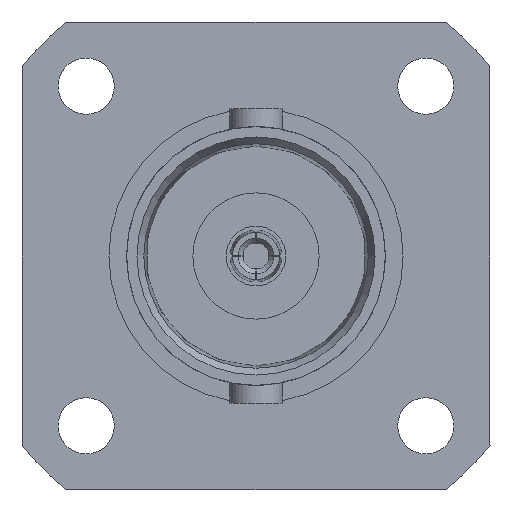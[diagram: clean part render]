
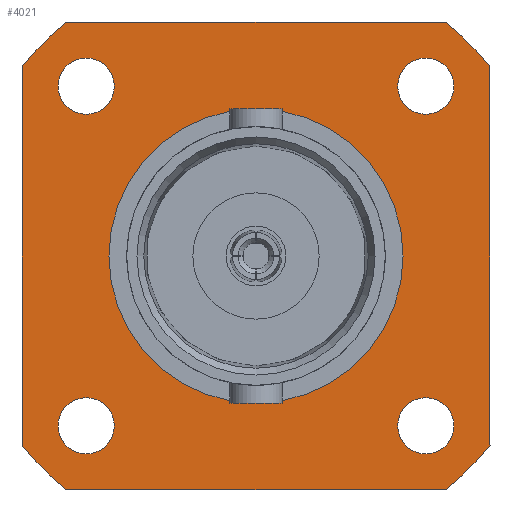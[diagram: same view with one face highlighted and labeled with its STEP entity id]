
A CAD part, left-side view. The second image highlights one B-rep face of the part: STEP entity #4021.
In plain terms, the highlighted planar face has unit normal (-1, 0, 0).
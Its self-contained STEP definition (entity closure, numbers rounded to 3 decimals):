
#321 = CARTESIAN_POINT ( 'NONE',  ( 17.3, 6.35, -7.4 ) ) ;
#332 = CARTESIAN_POINT ( 'NONE',  ( 17.3, -6.35, 5.3 ) ) ;
#333 = CARTESIAN_POINT ( 'NONE',  ( 17.3, -6.35, -7.4 ) ) ;
#334 = CARTESIAN_POINT ( 'NONE',  ( 17.3, 6.35, 5.3 ) ) ;
#338 = CARTESIAN_POINT ( 'NONE',  ( 17.3, 0., 5.5 ) ) ;
#677 = AXIS2_PLACEMENT_3D ( 'NONE', #3428, #3435, #3439 ) ;
#737 = AXIS2_PLACEMENT_3D ( 'NONE', #3818, #3861, #3808 ) ;
#745 = CIRCLE ( 'NONE', #737, 5.5 ) ;
#762 = AXIS2_PLACEMENT_3D ( 'NONE', #3600, #3597, #3598 ) ;
#763 = CIRCLE ( 'NONE', #762, 1.05 ) ;
#772 = AXIS2_PLACEMENT_3D ( 'NONE', #3167, #3169, #3205 ) ;
#773 = CIRCLE ( 'NONE', #772, 1.05 ) ;
#774 = AXIS2_PLACEMENT_3D ( 'NONE', #3020, #3571, #3584 ) ;
#781 = CIRCLE ( 'NONE', #774, 1.05 ) ;
#874 = CIRCLE ( 'NONE', #875, 1.05 ) ;
#875 = AXIS2_PLACEMENT_3D ( 'NONE', #2395, #2396, #2397 ) ;
#876 = VECTOR ( 'NONE', #2399, 1000. ) ;
#877 = CIRCLE ( 'NONE', #878, 11.25 ) ;
#878 = AXIS2_PLACEMENT_3D ( 'NONE', #2400, #2401, #2402 ) ;
#880 = VECTOR ( 'NONE', #2406, 1000. ) ;
#885 = CIRCLE ( 'NONE', #890, 11.25 ) ;
#886 = CIRCLE ( 'NONE', #888, 11.25 ) ;
#888 = AXIS2_PLACEMENT_3D ( 'NONE', #2439, #2440, #2441 ) ;
#890 = AXIS2_PLACEMENT_3D ( 'NONE', #2442, #2443, #2444 ) ;
#893 = VECTOR ( 'NONE', #2448, 1000. ) ;
#897 = VECTOR ( 'NONE', #2467, 1000. ) ;
#936 = CIRCLE ( 'NONE', #942, 11.25 ) ;
#942 = AXIS2_PLACEMENT_3D ( 'NONE', #2625, #2626, #2627 ) ;
#987 = ORIENTED_EDGE ( 'NONE', *, *, #3907, .T. ) ;
#988 = ORIENTED_EDGE ( 'NONE', *, *, #3914, .T. ) ;
#989 = ORIENTED_EDGE ( 'NONE', *, *, #3917, .T. ) ;
#990 = ORIENTED_EDGE ( 'NONE', *, *, #3915, .T. ) ;
#991 = ORIENTED_EDGE ( 'NONE', *, *, #3958, .T. ) ;
#992 = ORIENTED_EDGE ( 'NONE', *, *, #3905, .T. ) ;
#993 = ORIENTED_EDGE ( 'NONE', *, *, #3903, .T. ) ;
#994 = ORIENTED_EDGE ( 'NONE', *, *, #4047, .T. ) ;
#995 = ORIENTED_EDGE ( 'NONE', *, *, #3904, .T. ) ;
#996 = ORIENTED_EDGE ( 'NONE', *, *, #4077, .T. ) ;
#997 = ORIENTED_EDGE ( 'NONE', *, *, #4048, .T. ) ;
#998 = ORIENTED_EDGE ( 'NONE', *, *, #3923, .T. ) ;
#1000 = ORIENTED_EDGE ( 'NONE', *, *, #4057, .T. ) ;
#1413 = VERTEX_POINT ( 'NONE', #1998 ) ;
#1415 = VERTEX_POINT ( 'NONE', #1999 ) ;
#1417 = VERTEX_POINT ( 'NONE', #2000 ) ;
#1420 = VERTEX_POINT ( 'NONE', #2001 ) ;
#1422 = VERTEX_POINT ( 'NONE', #2002 ) ;
#1423 = VERTEX_POINT ( 'NONE', #2004 ) ;
#1425 = VERTEX_POINT ( 'NONE', #2003 ) ;
#1427 = VERTEX_POINT ( 'NONE', #2005 ) ;
#1795 = EDGE_LOOP ( 'NONE', ( #992, #995, #991, #998, #990, #989, #988, #987 ) ) ;
#1797 = EDGE_LOOP ( 'NONE', ( #993 ) ) ;
#1800 = EDGE_LOOP ( 'NONE', ( #994 ) ) ;
#1819 = EDGE_LOOP ( 'NONE', ( #996 ) ) ;
#1824 = EDGE_LOOP ( 'NONE', ( #997 ) ) ;
#1825 = EDGE_LOOP ( 'NONE', ( #1000 ) ) ;
#1998 = CARTESIAN_POINT ( 'NONE',  ( 17.3, 7.071, -8.75 ) ) ;
#1999 = CARTESIAN_POINT ( 'NONE',  ( 17.3, 8.75, -7.071 ) ) ;
#2000 = CARTESIAN_POINT ( 'NONE',  ( 17.3, 8.75, 7.071 ) ) ;
#2001 = CARTESIAN_POINT ( 'NONE',  ( 17.3, 7.071, 8.75 ) ) ;
#2002 = CARTESIAN_POINT ( 'NONE',  ( 17.3, -7.071, 8.75 ) ) ;
#2003 = CARTESIAN_POINT ( 'NONE',  ( 17.3, -7.071, -8.75 ) ) ;
#2004 = CARTESIAN_POINT ( 'NONE',  ( 17.3, -8.75, 7.071 ) ) ;
#2005 = CARTESIAN_POINT ( 'NONE',  ( 17.3, -8.75, -7.071 ) ) ;
#2395 = CARTESIAN_POINT ( 'NONE',  ( 17.3, 6.35, -6.35 ) ) ;
#2396 = DIRECTION ( 'NONE',  ( 1., 0., 0. ) ) ;
#2397 = DIRECTION ( 'NONE',  ( 0., 0., -1. ) ) ;
#2398 = CARTESIAN_POINT ( 'NONE',  ( 17.3, 0., -8.75 ) ) ;
#2399 = DIRECTION ( 'NONE',  ( 0., -1., 0. ) ) ;
#2400 = CARTESIAN_POINT ( 'NONE',  ( 17.3, 0., 0. ) ) ;
#2401 = DIRECTION ( 'NONE',  ( -1., 0., 0. ) ) ;
#2402 = DIRECTION ( 'NONE',  ( 0., 0., 1. ) ) ;
#2405 = CARTESIAN_POINT ( 'NONE',  ( 17.3, 8.75, 0. ) ) ;
#2406 = DIRECTION ( 'NONE',  ( 0., 0., -1. ) ) ;
#2439 = CARTESIAN_POINT ( 'NONE',  ( 17.3, 0., 0. ) ) ;
#2440 = DIRECTION ( 'NONE',  ( -1., 0., 0. ) ) ;
#2441 = DIRECTION ( 'NONE',  ( 0., 0., 1. ) ) ;
#2442 = CARTESIAN_POINT ( 'NONE',  ( 17.3, 0., 0. ) ) ;
#2443 = DIRECTION ( 'NONE',  ( -1., 0., 0. ) ) ;
#2444 = DIRECTION ( 'NONE',  ( 0., 0., 1. ) ) ;
#2447 = CARTESIAN_POINT ( 'NONE',  ( 17.3, 0., 8.75 ) ) ;
#2448 = DIRECTION ( 'NONE',  ( 0., 1., 0. ) ) ;
#2466 = CARTESIAN_POINT ( 'NONE',  ( 17.3, -8.75, 0. ) ) ;
#2467 = DIRECTION ( 'NONE',  ( 0., 0., 1. ) ) ;
#2625 = CARTESIAN_POINT ( 'NONE',  ( 17.3, 0., 0. ) ) ;
#2626 = DIRECTION ( 'NONE',  ( -1., 0., 0. ) ) ;
#2627 = DIRECTION ( 'NONE',  ( 0., 0., 1. ) ) ;
#2642 = VERTEX_POINT ( 'NONE', #338 ) ;
#2669 = LINE ( 'NONE', #2398, #876 ) ;
#2682 = VERTEX_POINT ( 'NONE', #334 ) ;
#2683 = VERTEX_POINT ( 'NONE', #332 ) ;
#2696 = LINE ( 'NONE', #2405, #880 ) ;
#2718 = VERTEX_POINT ( 'NONE', #321 ) ;
#2744 = LINE ( 'NONE', #2447, #893 ) ;
#2747 = LINE ( 'NONE', #2466, #897 ) ;
#2879 = VERTEX_POINT ( 'NONE', #333 ) ;
#2908 = FACE_BOUND ( 'NONE', #1800, .T. ) ;
#2910 = FACE_BOUND ( 'NONE', #1797, .T. ) ;
#2916 = FACE_BOUND ( 'NONE', #1825, .T. ) ;
#2918 = FACE_BOUND ( 'NONE', #1819, .T. ) ;
#2919 = FACE_BOUND ( 'NONE', #1824, .T. ) ;
#2928 = FACE_OUTER_BOUND ( 'NONE', #1795, .T. ) ;
#3020 = CARTESIAN_POINT ( 'NONE',  ( 17.3, -6.35, 6.35 ) ) ;
#3167 = CARTESIAN_POINT ( 'NONE',  ( 17.3, 6.35, 6.35 ) ) ;
#3169 = DIRECTION ( 'NONE',  ( 1., 0., 0. ) ) ;
#3205 = DIRECTION ( 'NONE',  ( 0., 0., -1. ) ) ;
#3426 = PLANE ( 'NONE',  #677 ) ;
#3428 = CARTESIAN_POINT ( 'NONE',  ( 17.3, 8.75, -8.75 ) ) ;
#3435 = DIRECTION ( 'NONE',  ( -1., 0., 0. ) ) ;
#3439 = DIRECTION ( 'NONE',  ( 0., -1., 0. ) ) ;
#3571 = DIRECTION ( 'NONE',  ( 1., 0., 0. ) ) ;
#3584 = DIRECTION ( 'NONE',  ( 0., 0., -1. ) ) ;
#3597 = DIRECTION ( 'NONE',  ( 1., 0., 0. ) ) ;
#3598 = DIRECTION ( 'NONE',  ( 0., 0., -1. ) ) ;
#3600 = CARTESIAN_POINT ( 'NONE',  ( 17.3, -6.35, -6.35 ) ) ;
#3808 = DIRECTION ( 'NONE',  ( 0., 0., 1. ) ) ;
#3818 = CARTESIAN_POINT ( 'NONE',  ( 17.3, 0., 0. ) ) ;
#3861 = DIRECTION ( 'NONE',  ( 1., 0., 0. ) ) ;
#3903 = EDGE_CURVE ( 'NONE', #2718, #2718, #874, .T. ) ;
#3904 = EDGE_CURVE ( 'NONE', #1413, #1425, #2669, .T. ) ;
#3905 = EDGE_CURVE ( 'NONE', #1415, #1413, #877, .T. ) ;
#3907 = EDGE_CURVE ( 'NONE', #1417, #1415, #2696, .T. ) ;
#3914 = EDGE_CURVE ( 'NONE', #1420, #1417, #886, .T. ) ;
#3915 = EDGE_CURVE ( 'NONE', #1423, #1422, #885, .T. ) ;
#3917 = EDGE_CURVE ( 'NONE', #1422, #1420, #2744, .T. ) ;
#3923 = EDGE_CURVE ( 'NONE', #1427, #1423, #2747, .T. ) ;
#3958 = EDGE_CURVE ( 'NONE', #1425, #1427, #936, .T. ) ;
#4021 = ADVANCED_FACE ( 'NONE', ( #2916, #2919, #2918, #2908, #2910, #2928 ), #3426, .T. ) ;
#4047 = EDGE_CURVE ( 'NONE', #2683, #2683, #781, .T. ) ;
#4048 = EDGE_CURVE ( 'NONE', #2682, #2682, #773, .T. ) ;
#4057 = EDGE_CURVE ( 'NONE', #2879, #2879, #763, .T. ) ;
#4077 = EDGE_CURVE ( 'NONE', #2642, #2642, #745, .T. ) ;
